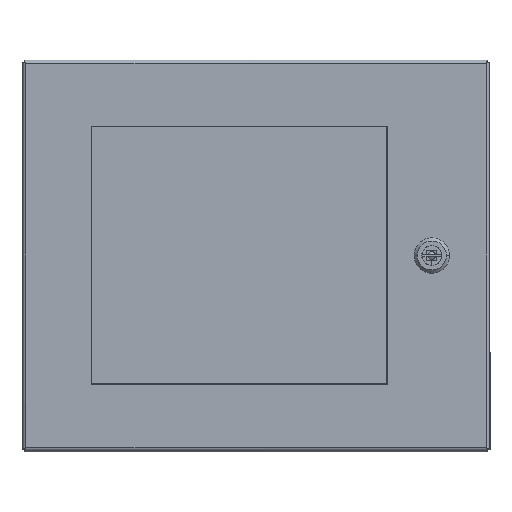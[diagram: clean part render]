
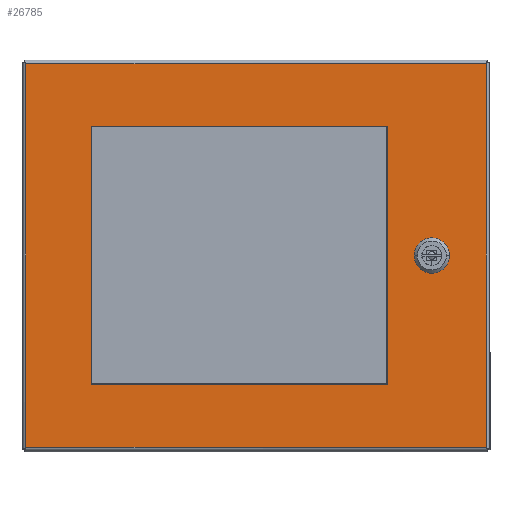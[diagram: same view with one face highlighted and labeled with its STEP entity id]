
A CAD part, front view. The second image highlights one B-rep face of the part: STEP entity #26785.
In plain terms, the highlighted planar face has unit normal (0, -1, 0).
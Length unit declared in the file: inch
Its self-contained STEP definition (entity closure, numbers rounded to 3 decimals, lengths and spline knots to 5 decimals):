
#9 = LINE ( 'NONE', #9683, #30639 ) ;
#148 = AXIS2_PLACEMENT_3D ( 'NONE', #19371, #29071, #7279 ) ;
#176 = DIRECTION ( 'NONE',  ( 1., 0., 0. ) ) ;
#187 = VERTEX_POINT ( 'NONE', #11755 ) ;
#588 = DIRECTION ( 'NONE',  ( -0.707, 0., -0.707 ) ) ;
#602 = LINE ( 'NONE', #10298, #28919 ) ;
#765 = ORIENTED_EDGE ( 'NONE', *, *, #21212, .F. ) ;
#772 = VERTEX_POINT ( 'NONE', #8823 ) ;
#982 = VERTEX_POINT ( 'NONE', #17219 ) ;
#1192 = EDGE_LOOP ( 'NONE', ( #765, #7538, #28854, #23032 ) ) ;
#1525 = ORIENTED_EDGE ( 'NONE', *, *, #2851, .F. ) ;
#1583 = DIRECTION ( 'NONE',  ( 1., 0., 0. ) ) ;
#1674 = VECTOR ( 'NONE', #8777, 39.37008 ) ;
#2127 = VECTOR ( 'NONE', #10534, 39.37008 ) ;
#2345 = CARTESIAN_POINT ( 'NONE',  ( 4.081, -1.796, -10.1 ) ) ;
#2388 = FACE_BOUND ( 'NONE', #24632, .T. ) ;
#2507 = LINE ( 'NONE', #12202, #8814 ) ;
#2668 = VECTOR ( 'NONE', #6852, 39.37008 ) ;
#2733 = CARTESIAN_POINT ( 'NONE',  ( 5.7, -1.796, -5.684 ) ) ;
#2851 = EDGE_CURVE ( 'NONE', #29736, #19533, #3754, .T. ) ;
#3135 = LINE ( 'NONE', #5208, #31005 ) ;
#3229 = LINE ( 'NONE', #24834, #12907 ) ;
#3343 = VERTEX_POINT ( 'NONE', #29623 ) ;
#3720 = VERTEX_POINT ( 'NONE', #11438 ) ;
#3754 = LINE ( 'NONE', #15515, #2668 ) ;
#3849 = EDGE_CURVE ( 'NONE', #16539, #982, #3135, .T. ) ;
#3931 = EDGE_CURVE ( 'NONE', #7210, #18801, #602, .T. ) ;
#4266 = EDGE_LOOP ( 'NONE', ( #19402, #4971, #29099, #15987 ) ) ;
#4760 = FACE_OUTER_BOUND ( 'NONE', #4266, .T. ) ;
#4971 = ORIENTED_EDGE ( 'NONE', *, *, #7013, .F. ) ;
#5022 = VECTOR ( 'NONE', #15907, 39.37008 ) ;
#5208 = CARTESIAN_POINT ( 'NONE',  ( -7.156, -1.796, -5.684 ) ) ;
#5675 = DIRECTION ( 'NONE',  ( -0.707, 0., 0.707 ) ) ;
#6375 = CARTESIAN_POINT ( 'NONE',  ( 4.081, -1.796, -2.059 ) ) ;
#6505 = CARTESIAN_POINT ( 'NONE',  ( -7.156, -1.796, -0.108 ) ) ;
#6852 = DIRECTION ( 'NONE',  ( 0.707, 0., -0.707 ) ) ;
#7013 = EDGE_CURVE ( 'NONE', #9208, #28502, #19762, .T. ) ;
#7210 = VERTEX_POINT ( 'NONE', #6375 ) ;
#7279 = DIRECTION ( 'NONE',  ( 0., 0., 1. ) ) ;
#7437 = LINE ( 'NONE', #7748, #8662 ) ;
#7538 = ORIENTED_EDGE ( 'NONE', *, *, #16584, .F. ) ;
#7748 = CARTESIAN_POINT ( 'NONE',  ( 5.8645, -1.796, -5.8485 ) ) ;
#7896 = DIRECTION ( 'NONE',  ( -1., 0., 0. ) ) ;
#7902 = ORIENTED_EDGE ( 'NONE', *, *, #27900, .F. ) ;
#8000 = VERTEX_POINT ( 'NONE', #2345 ) ;
#8209 = CARTESIAN_POINT ( 'NONE',  ( -7.156, -1.796, -0.108 ) ) ;
#8662 = VECTOR ( 'NONE', #5675, 39.37008 ) ;
#8777 = DIRECTION ( 'NONE',  ( -1., 0., 0. ) ) ;
#8814 = VECTOR ( 'NONE', #588, 39.37008 ) ;
#8823 = CARTESIAN_POINT ( 'NONE',  ( 5.8645, -1.796, -5.8485 ) ) ;
#8942 = VERTEX_POINT ( 'NONE', #17286 ) ;
#9208 = VERTEX_POINT ( 'NONE', #27256 ) ;
#9342 = LINE ( 'NONE', #21423, #11393 ) ;
#9595 = ORIENTED_EDGE ( 'NONE', *, *, #17483, .F. ) ;
#9673 = PLANE ( 'NONE',  #148 ) ;
#9683 = CARTESIAN_POINT ( 'NONE',  ( 5.0735, -1.796, -0.108 ) ) ;
#10298 = CARTESIAN_POINT ( 'NONE',  ( -7.156, -1.796, -2.059 ) ) ;
#10534 = DIRECTION ( 'NONE',  ( 0., 0., -1. ) ) ;
#11393 = VECTOR ( 'NONE', #14116, 39.37008 ) ;
#11438 = CARTESIAN_POINT ( 'NONE',  ( 5.8645, -1.796, -6.3105 ) ) ;
#11586 = ORIENTED_EDGE ( 'NONE', *, *, #11883, .F. ) ;
#11755 = CARTESIAN_POINT ( 'NONE',  ( 5.7, -1.796, -6.475 ) ) ;
#11883 = EDGE_CURVE ( 'NONE', #187, #3720, #3229, .T. ) ;
#12202 = CARTESIAN_POINT ( 'NONE',  ( 5.238, -1.796, -5.684 ) ) ;
#12907 = VECTOR ( 'NONE', #27698, 39.37008 ) ;
#14116 = DIRECTION ( 'NONE',  ( 0., 0., 1. ) ) ;
#14152 = CARTESIAN_POINT ( 'NONE',  ( -5.1295, -1.796, -2.059 ) ) ;
#15361 = CARTESIAN_POINT ( 'NONE',  ( -5.1295, -1.796, -0.108 ) ) ;
#15515 = CARTESIAN_POINT ( 'NONE',  ( 5.0735, -1.796, -6.3105 ) ) ;
#15542 = EDGE_CURVE ( 'NONE', #26415, #27109, #25604, .T. ) ;
#15907 = DIRECTION ( 'NONE',  ( 0., 0., 1. ) ) ;
#15987 = ORIENTED_EDGE ( 'NONE', *, *, #15542, .F. ) ;
#16539 = VERTEX_POINT ( 'NONE', #2733 ) ;
#16584 = EDGE_CURVE ( 'NONE', #3343, #8000, #25741, .T. ) ;
#16896 = VECTOR ( 'NONE', #21459, 39.37008 ) ;
#17095 = EDGE_CURVE ( 'NONE', #19533, #187, #30648, .T. ) ;
#17150 = CARTESIAN_POINT ( 'NONE',  ( -7.156, -1.796, -0.108 ) ) ;
#17219 = CARTESIAN_POINT ( 'NONE',  ( 5.238, -1.796, -5.684 ) ) ;
#17286 = CARTESIAN_POINT ( 'NONE',  ( 5.0735, -1.796, -5.8485 ) ) ;
#17483 = EDGE_CURVE ( 'NONE', #772, #16539, #7437, .T. ) ;
#17964 = CARTESIAN_POINT ( 'NONE',  ( -7.156, -1.796, -10.1 ) ) ;
#18051 = LINE ( 'NONE', #20450, #30562 ) ;
#18194 = ORIENTED_EDGE ( 'NONE', *, *, #17095, .F. ) ;
#18801 = VERTEX_POINT ( 'NONE', #14152 ) ;
#18894 = FACE_BOUND ( 'NONE', #1192, .T. ) ;
#19027 = CARTESIAN_POINT ( 'NONE',  ( -7.156, -1.796, -6.475 ) ) ;
#19072 = EDGE_CURVE ( 'NONE', #18801, #3343, #21779, .T. ) ;
#19371 = CARTESIAN_POINT ( 'NONE',  ( -7.156, -1.796, -0.108 ) ) ;
#19402 = ORIENTED_EDGE ( 'NONE', *, *, #20807, .F. ) ;
#19533 = VERTEX_POINT ( 'NONE', #24998 ) ;
#19762 = LINE ( 'NONE', #29457, #2127 ) ;
#19825 = DIRECTION ( 'NONE',  ( 0., 0., 1. ) ) ;
#19887 = CARTESIAN_POINT ( 'NONE',  ( -7.156, -1.796, -12.051 ) ) ;
#20003 = DIRECTION ( 'NONE',  ( -1., 0., 0. ) ) ;
#20450 = CARTESIAN_POINT ( 'NONE',  ( 4.081, -1.796, -0.108 ) ) ;
#20685 = ORIENTED_EDGE ( 'NONE', *, *, #23691, .F. ) ;
#20807 = EDGE_CURVE ( 'NONE', #28502, #26415, #21033, .T. ) ;
#21033 = LINE ( 'NONE', #28472, #1674 ) ;
#21212 = EDGE_CURVE ( 'NONE', #8000, #7210, #18051, .T. ) ;
#21423 = CARTESIAN_POINT ( 'NONE',  ( 5.8645, -1.796, -0.108 ) ) ;
#21459 = DIRECTION ( 'NONE',  ( 0., 0., -1. ) ) ;
#21779 = LINE ( 'NONE', #15361, #16896 ) ;
#21933 = LINE ( 'NONE', #17150, #25559 ) ;
#23032 = ORIENTED_EDGE ( 'NONE', *, *, #3931, .F. ) ;
#23348 = EDGE_CURVE ( 'NONE', #27109, #9208, #21933, .T. ) ;
#23691 = EDGE_CURVE ( 'NONE', #3720, #772, #9342, .T. ) ;
#24266 = VECTOR ( 'NONE', #1583, 39.37008 ) ;
#24632 = EDGE_LOOP ( 'NONE', ( #26463, #9595, #20685, #11586, #18194, #1525, #7902, #27988 ) ) ;
#24834 = CARTESIAN_POINT ( 'NONE',  ( 5.7, -1.796, -6.475 ) ) ;
#24998 = CARTESIAN_POINT ( 'NONE',  ( 5.238, -1.796, -6.475 ) ) ;
#25559 = VECTOR ( 'NONE', #176, 39.37008 ) ;
#25604 = LINE ( 'NONE', #6505, #5022 ) ;
#25741 = LINE ( 'NONE', #17964, #24266 ) ;
#26326 = DIRECTION ( 'NONE',  ( 1., 0., 0. ) ) ;
#26415 = VERTEX_POINT ( 'NONE', #19887 ) ;
#26463 = ORIENTED_EDGE ( 'NONE', *, *, #3849, .F. ) ;
#26785 = ADVANCED_FACE ( 'NONE', ( #4760, #2388, #18894 ), #9673, .F. ) ;
#27109 = VERTEX_POINT ( 'NONE', #8209 ) ;
#27133 = CARTESIAN_POINT ( 'NONE',  ( 7.157, -1.796, -12.051 ) ) ;
#27256 = CARTESIAN_POINT ( 'NONE',  ( 7.157, -1.796, -0.108 ) ) ;
#27698 = DIRECTION ( 'NONE',  ( 0.707, 0., 0.707 ) ) ;
#27900 = EDGE_CURVE ( 'NONE', #8942, #29736, #9, .T. ) ;
#27988 = ORIENTED_EDGE ( 'NONE', *, *, #28410, .F. ) ;
#28410 = EDGE_CURVE ( 'NONE', #982, #8942, #2507, .T. ) ;
#28472 = CARTESIAN_POINT ( 'NONE',  ( -7.156, -1.796, -12.051 ) ) ;
#28502 = VERTEX_POINT ( 'NONE', #27133 ) ;
#28854 = ORIENTED_EDGE ( 'NONE', *, *, #19072, .F. ) ;
#28919 = VECTOR ( 'NONE', #20003, 39.37008 ) ;
#29071 = DIRECTION ( 'NONE',  ( 0., 1., 0. ) ) ;
#29080 = DIRECTION ( 'NONE',  ( 0., 0., -1. ) ) ;
#29099 = ORIENTED_EDGE ( 'NONE', *, *, #23348, .F. ) ;
#29175 = CARTESIAN_POINT ( 'NONE',  ( 5.0735, -1.796, -6.3105 ) ) ;
#29457 = CARTESIAN_POINT ( 'NONE',  ( 7.157, -1.796, -0.108 ) ) ;
#29623 = CARTESIAN_POINT ( 'NONE',  ( -5.1295, -1.796, -10.1 ) ) ;
#29736 = VERTEX_POINT ( 'NONE', #29175 ) ;
#30489 = VECTOR ( 'NONE', #26326, 39.37008 ) ;
#30562 = VECTOR ( 'NONE', #19825, 39.37008 ) ;
#30639 = VECTOR ( 'NONE', #29080, 39.37008 ) ;
#30648 = LINE ( 'NONE', #19027, #30489 ) ;
#31005 = VECTOR ( 'NONE', #7896, 39.37008 ) ;
